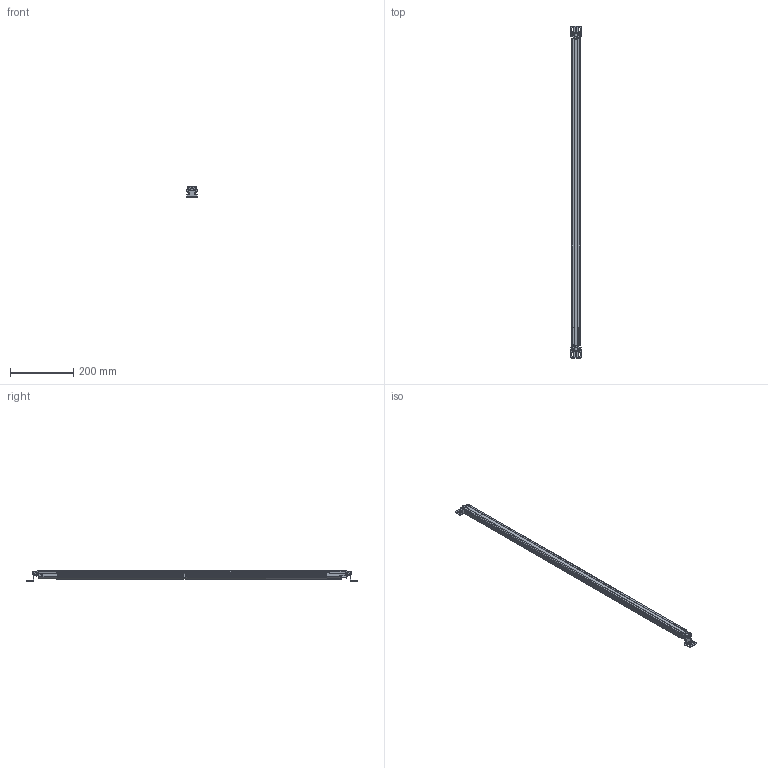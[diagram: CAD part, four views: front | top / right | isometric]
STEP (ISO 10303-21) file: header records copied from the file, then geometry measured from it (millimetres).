
FILE_DESCRIPTION((''),'2;1');
FILE_NAME('141892_SM01_ASM','2025-07-09T10:21:40',('banengservice'),('BANNER ENGINEERING'),'CREO PARAMETRIC BY PTC INC, 2022414','CREO PARAMETRIC BY PTC INC, 2022414','');
FILE_SCHEMA(('CONFIG_CONTROL_DESIGN'));
Products named in the file (3): 141892_EP01; EZS_OUTER_BRACKET_EP01; 141892_SM01_ASM
Assembly tree (3 placements, depth 2):
  141892_SM01_ASM
    141892_EP01
    EZS_OUTER_BRACKET_EP01  x2
Bounding box: 32 x 1048.2 x 32.93 mm (x, y, z)
Volume: 605039.2 mm3; surface area: 143972.2 mm2
Topology: 3 solids, 3 shells, 2366 faces, 6967 edges, 4395 vertices
Faces by surface type: plane 910, cylinder 886, bspline 301, torus 171, cone 53, sphere 45
Entity records: 228665 total; most frequent: CARTESIAN_POINT 175134, ORIENTED_EDGE 12368, DIRECTION 9810, EDGE_CURVE 6184, VERTEX_POINT 3911, VECTOR 3460, LINE 3460, AXIS2_PLACEMENT_3D 3175
